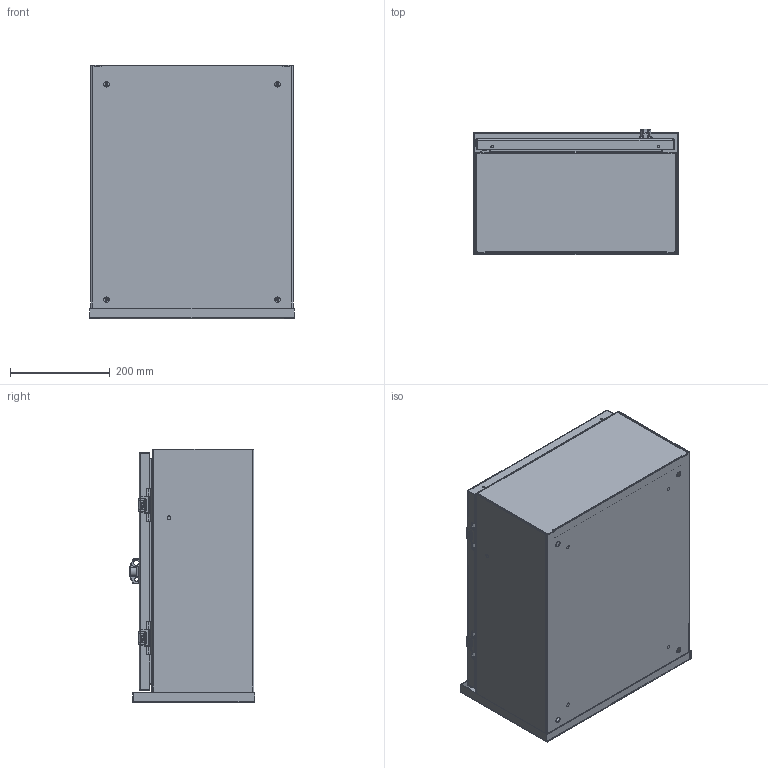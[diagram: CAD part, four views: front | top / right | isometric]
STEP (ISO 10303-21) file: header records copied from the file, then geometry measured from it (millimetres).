
FILE_DESCRIPTION (( 'STEP AP203' ), '1' );
FILE_NAME ('SCE-20R1608LP.step', '2021-02-09T15:09:59', ( 'ADC123' ), ( 'Microsoft' ), 'SwSTEP 2.0', 'SolidWorks 2019', '' );
FILE_SCHEMA (( 'CONFIG_CONTROL_DESIGN' ));
Length unit declared in the file: inch
Products named in the file (1): SCE-20R1608LP
Bounding box: 410.36 x 251.59 x 508 mm (x, y, z)
Surface area: 2308145.1 mm2 (no closed solid volume)
Topology: 0 solids, 41 shells, 1908 faces, 4991 edges, 3163 vertices
Faces by surface type: plane 872, cylinder 664, bspline 321, cone 37, torus 14
Full cylindrical faces by diameter (mm): 1.016 x2, 3.454 x2, 3.962 x2, 3.978 x2, 4.318 x6, 4.369 x4, 4.775 x4, 4.978 x8, 5.182 x4, 5.2 x1, 5.207 x4, 5.232 x4, 5.5 x1, 5.537 x2, 6.096 x4, 6.198 x4, 6.299 x2, 6.35 x4, 6.756 x4, 7.137 x2, 8.433 x4, 9.296 x4, 9.322 x4, 9.525 x4, 11.125 x4, 11.8 x1, 12.7 x4, 13.5 x1, 14.8 x1, 15 x1
Entity records: 78439 total; most frequent: CARTESIAN_POINT 35198, ORIENTED_EDGE 9287, DIRECTION 8201, EDGE_CURVE 4661, VERTEX_POINT 3061, AXIS2_PLACEMENT_3D 2838, VECTOR 2525, LINE 2525
